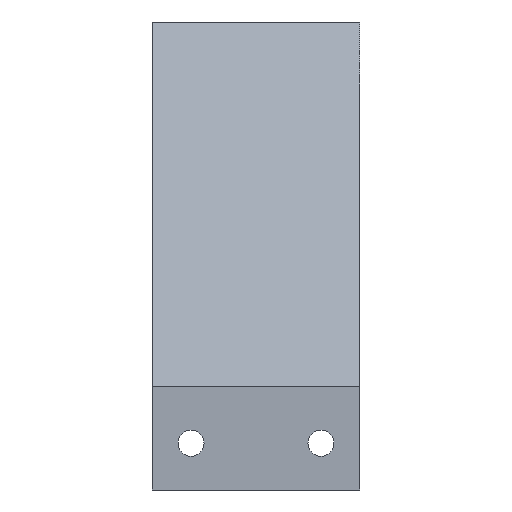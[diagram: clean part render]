
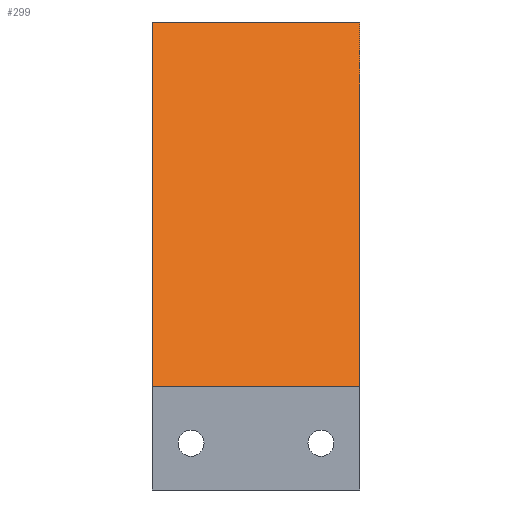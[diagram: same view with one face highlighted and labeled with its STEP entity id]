
A CAD part, left-side view. The second image highlights one B-rep face of the part: STEP entity #299.
In plain terms, the highlighted planar face has unit normal (-0.707, 0, 0.707).
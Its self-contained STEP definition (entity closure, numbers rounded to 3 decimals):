
#30=PLANE('',#334);
#45=FACE_OUTER_BOUND('',#66,.T.);
#66=EDGE_LOOP('',(#260,#261,#262,#263));
#73=LINE('',#438,#106);
#99=LINE('',#489,#132);
#100=LINE('',#491,#133);
#101=LINE('',#492,#134);
#106=VECTOR('',#363,10.);
#132=VECTOR('',#405,10.);
#133=VECTOR('',#408,10.);
#134=VECTOR('',#409,10.);
#147=VERTEX_POINT('',#434);
#149=VERTEX_POINT('',#437);
#165=VERTEX_POINT('',#485);
#166=VERTEX_POINT('',#487);
#177=EDGE_CURVE('',#147,#149,#73,.T.);
#203=EDGE_CURVE('',#165,#166,#99,.T.);
#204=EDGE_CURVE('',#147,#165,#100,.T.);
#205=EDGE_CURVE('',#149,#166,#101,.T.);
#260=ORIENTED_EDGE('',*,*,#204,.T.);
#261=ORIENTED_EDGE('',*,*,#203,.T.);
#262=ORIENTED_EDGE('',*,*,#205,.F.);
#263=ORIENTED_EDGE('',*,*,#177,.F.);
#299=ADVANCED_FACE('',(#45),#30,.T.);
#334=AXIS2_PLACEMENT_3D('',#490,#406,#407);
#363=DIRECTION('',(0.,1.,0.));
#405=DIRECTION('',(0.,1.,0.));
#406=DIRECTION('center_axis',(-0.707,0.,0.707));
#407=DIRECTION('ref_axis',(0.707,0.,0.707));
#408=DIRECTION('',(0.707,0.,0.707));
#409=DIRECTION('',(0.707,0.,0.707));
#434=CARTESIAN_POINT('',(-9.966,0.,-9.692));
#437=CARTESIAN_POINT('',(-9.966,80.,-9.692));
#438=CARTESIAN_POINT('',(-9.966,0.,-9.692));
#485=CARTESIAN_POINT('',(130.034,0.,130.308));
#487=CARTESIAN_POINT('',(130.034,80.,130.308));
#489=CARTESIAN_POINT('',(130.034,0.,130.308));
#490=CARTESIAN_POINT('Origin',(-9.966,0.,-9.692));
#491=CARTESIAN_POINT('',(-9.966,0.,-9.692));
#492=CARTESIAN_POINT('',(-9.966,80.,-9.692));
